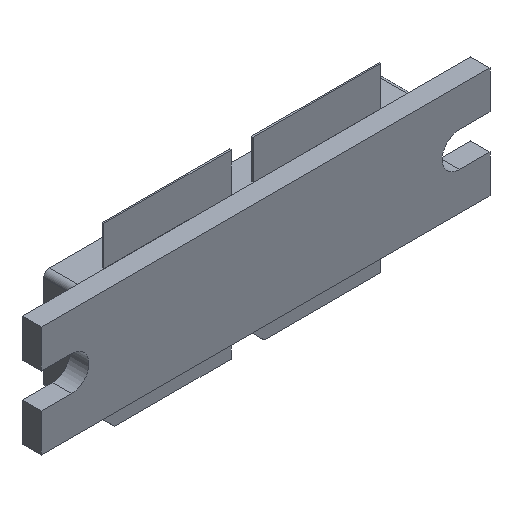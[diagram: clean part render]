
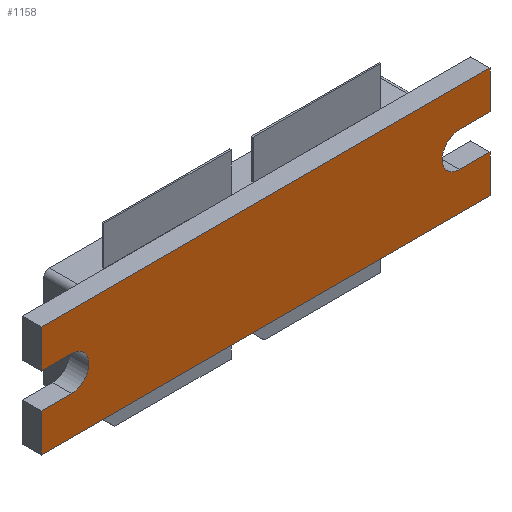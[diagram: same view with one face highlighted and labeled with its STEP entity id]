
A CAD part, isometric view. The second image highlights one B-rep face of the part: STEP entity #1158.
In plain terms, the highlighted planar face has unit normal (0, -1, 0).
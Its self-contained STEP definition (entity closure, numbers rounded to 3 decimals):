
#9 = CARTESIAN_POINT ( 'NONE',  ( 20.575, 0., 1.587 ) ) ;
#29 = ORIENTED_EDGE ( 'NONE', *, *, #820, .F. ) ;
#69 = DIRECTION ( 'NONE',  ( 0., 0., 1. ) ) ;
#78 = LINE ( 'NONE', #630, #748 ) ;
#85 = CARTESIAN_POINT ( 'NONE',  ( -20.575, 0., 5.08 ) ) ;
#90 = VERTEX_POINT ( 'NONE', #1083 ) ;
#91 = ORIENTED_EDGE ( 'NONE', *, *, #876, .F. ) ;
#116 = CARTESIAN_POINT ( 'NONE',  ( -20.575, 0., 1.588 ) ) ;
#117 = ORIENTED_EDGE ( 'NONE', *, *, #614, .F. ) ;
#161 = CARTESIAN_POINT ( 'NONE',  ( 20.575, 0., -5.08 ) ) ;
#183 = EDGE_CURVE ( 'NONE', #90, #1447, #1203, .T. ) ;
#188 = DIRECTION ( 'NONE',  ( 0., 0., 1. ) ) ;
#211 = VECTOR ( 'NONE', #737, 1000. ) ;
#214 = CARTESIAN_POINT ( 'NONE',  ( 20.575, 0., -1.588 ) ) ;
#219 = CARTESIAN_POINT ( 'NONE',  ( -20.575, 0., -1.587 ) ) ;
#249 = AXIS2_PLACEMENT_3D ( 'NONE', #326, #687, #704 ) ;
#259 = CARTESIAN_POINT ( 'NONE',  ( 17.78, 0., -1.588 ) ) ;
#298 = ORIENTED_EDGE ( 'NONE', *, *, #976, .F. ) ;
#303 = LINE ( 'NONE', #1343, #401 ) ;
#304 = AXIS2_PLACEMENT_3D ( 'NONE', #417, #781, #69 ) ;
#326 = CARTESIAN_POINT ( 'NONE',  ( -17.78, 0., 0. ) ) ;
#358 = DIRECTION ( 'NONE',  ( -1., 0., 0. ) ) ;
#367 = CARTESIAN_POINT ( 'NONE',  ( -20.575, 0., -5.08 ) ) ;
#401 = VECTOR ( 'NONE', #412, 1000. ) ;
#412 = DIRECTION ( 'NONE',  ( 1., 0., 0. ) ) ;
#417 = CARTESIAN_POINT ( 'NONE',  ( 17.78, 0., 0. ) ) ;
#452 = PLANE ( 'NONE',  #522 ) ;
#463 = LINE ( 'NONE', #727, #1324 ) ;
#467 = CARTESIAN_POINT ( 'NONE',  ( -20.575, 0., -1.587 ) ) ;
#473 = CARTESIAN_POINT ( 'NONE',  ( -20.575, 0., 1.588 ) ) ;
#505 = EDGE_CURVE ( 'NONE', #645, #1213, #303, .T. ) ;
#522 = AXIS2_PLACEMENT_3D ( 'NONE', #1261, #583, #1394 ) ;
#543 = VECTOR ( 'NONE', #952, 1000. ) ;
#557 = EDGE_LOOP ( 'NONE', ( #117, #799, #298, #1432, #621, #573, #1139, #1050, #91, #29, #1067, #1141 ) ) ;
#573 = ORIENTED_EDGE ( 'NONE', *, *, #771, .F. ) ;
#583 = DIRECTION ( 'NONE',  ( 0., -1., 0. ) ) ;
#614 = EDGE_CURVE ( 'NONE', #902, #707, #1254, .T. ) ;
#615 = LINE ( 'NONE', #740, #635 ) ;
#621 = ORIENTED_EDGE ( 'NONE', *, *, #183, .F. ) ;
#630 = CARTESIAN_POINT ( 'NONE',  ( 20.575, 0., -1.588 ) ) ;
#635 = VECTOR ( 'NONE', #644, 1000. ) ;
#644 = DIRECTION ( 'NONE',  ( 0., 0., -1. ) ) ;
#645 = VERTEX_POINT ( 'NONE', #85 ) ;
#649 = LINE ( 'NONE', #734, #1215 ) ;
#683 = VECTOR ( 'NONE', #358, 1000. ) ;
#687 = DIRECTION ( 'NONE',  ( 0., -1., 0. ) ) ;
#704 = DIRECTION ( 'NONE',  ( 0., 0., -1. ) ) ;
#707 = VERTEX_POINT ( 'NONE', #219 ) ;
#727 = CARTESIAN_POINT ( 'NONE',  ( -20.575, 0., 5.08 ) ) ;
#734 = CARTESIAN_POINT ( 'NONE',  ( 20.575, 0., -5.08 ) ) ;
#737 = DIRECTION ( 'NONE',  ( -1., 0., 0. ) ) ;
#740 = CARTESIAN_POINT ( 'NONE',  ( 20.575, 0., 5.08 ) ) ;
#748 = VECTOR ( 'NONE', #1433, 1000. ) ;
#771 = EDGE_CURVE ( 'NONE', #923, #90, #1074, .T. ) ;
#781 = DIRECTION ( 'NONE',  ( 0., -1., 0. ) ) ;
#792 = CARTESIAN_POINT ( 'NONE',  ( -20.575, 0., -5.08 ) ) ;
#798 = VERTEX_POINT ( 'NONE', #473 ) ;
#799 = ORIENTED_EDGE ( 'NONE', *, *, #1450, .F. ) ;
#820 = EDGE_CURVE ( 'NONE', #1125, #798, #1397, .T. ) ;
#852 = VERTEX_POINT ( 'NONE', #1058 ) ;
#876 = EDGE_CURVE ( 'NONE', #798, #645, #463, .T. ) ;
#891 = VECTOR ( 'NONE', #1421, 1000. ) ;
#902 = VERTEX_POINT ( 'NONE', #367 ) ;
#923 = VERTEX_POINT ( 'NONE', #1195 ) ;
#952 = DIRECTION ( 'NONE',  ( -1., 0., 0. ) ) ;
#976 = EDGE_CURVE ( 'NONE', #1071, #1366, #649, .T. ) ;
#1024 = VECTOR ( 'NONE', #188, 1000. ) ;
#1041 = CARTESIAN_POINT ( 'NONE',  ( -17.78, 0., 1.588 ) ) ;
#1043 = LINE ( 'NONE', #1302, #211 ) ;
#1050 = ORIENTED_EDGE ( 'NONE', *, *, #505, .F. ) ;
#1058 = CARTESIAN_POINT ( 'NONE',  ( -17.78, 0., -1.587 ) ) ;
#1067 = ORIENTED_EDGE ( 'NONE', *, *, #1160, .F. ) ;
#1071 = VERTEX_POINT ( 'NONE', #214 ) ;
#1074 = LINE ( 'NONE', #9, #683 ) ;
#1078 = DIRECTION ( 'NONE',  ( 0., 0., -1. ) ) ;
#1083 = CARTESIAN_POINT ( 'NONE',  ( 17.78, 0., 1.587 ) ) ;
#1125 = VERTEX_POINT ( 'NONE', #1041 ) ;
#1139 = ORIENTED_EDGE ( 'NONE', *, *, #1371, .F. ) ;
#1141 = ORIENTED_EDGE ( 'NONE', *, *, #1207, .F. ) ;
#1145 = CIRCLE ( 'NONE', #249, 1.587 ) ;
#1158 = ADVANCED_FACE ( 'NONE', ( #1440 ), #452, .T. ) ;
#1160 = EDGE_CURVE ( 'NONE', #852, #1125, #1145, .T. ) ;
#1195 = CARTESIAN_POINT ( 'NONE',  ( 20.575, 0., 1.587 ) ) ;
#1200 = LINE ( 'NONE', #467, #891 ) ;
#1203 = CIRCLE ( 'NONE', #304, 1.587 ) ;
#1207 = EDGE_CURVE ( 'NONE', #707, #852, #1200, .T. ) ;
#1213 = VERTEX_POINT ( 'NONE', #1287 ) ;
#1215 = VECTOR ( 'NONE', #1078, 1000. ) ;
#1254 = LINE ( 'NONE', #792, #1024 ) ;
#1261 = CARTESIAN_POINT ( 'NONE',  ( -17.78, 0., 0. ) ) ;
#1272 = DIRECTION ( 'NONE',  ( 0., 0., 1. ) ) ;
#1287 = CARTESIAN_POINT ( 'NONE',  ( 20.575, 0., 5.08 ) ) ;
#1299 = EDGE_CURVE ( 'NONE', #1447, #1071, #78, .T. ) ;
#1302 = CARTESIAN_POINT ( 'NONE',  ( 20.575, 0., -5.08 ) ) ;
#1324 = VECTOR ( 'NONE', #1272, 1000. ) ;
#1343 = CARTESIAN_POINT ( 'NONE',  ( 20.575, 0., 5.08 ) ) ;
#1366 = VERTEX_POINT ( 'NONE', #161 ) ;
#1371 = EDGE_CURVE ( 'NONE', #1213, #923, #615, .T. ) ;
#1394 = DIRECTION ( 'NONE',  ( 0., 0., -1. ) ) ;
#1397 = LINE ( 'NONE', #116, #543 ) ;
#1421 = DIRECTION ( 'NONE',  ( 1., 0., 0. ) ) ;
#1432 = ORIENTED_EDGE ( 'NONE', *, *, #1299, .F. ) ;
#1433 = DIRECTION ( 'NONE',  ( 1., 0., 0. ) ) ;
#1440 = FACE_OUTER_BOUND ( 'NONE', #557, .T. ) ;
#1447 = VERTEX_POINT ( 'NONE', #259 ) ;
#1450 = EDGE_CURVE ( 'NONE', #1366, #902, #1043, .T. ) ;
